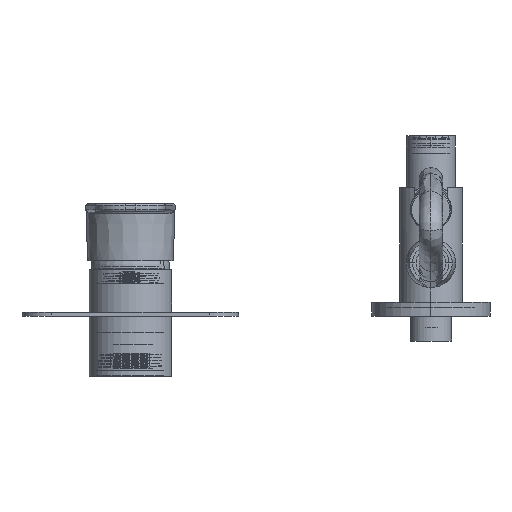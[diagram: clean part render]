
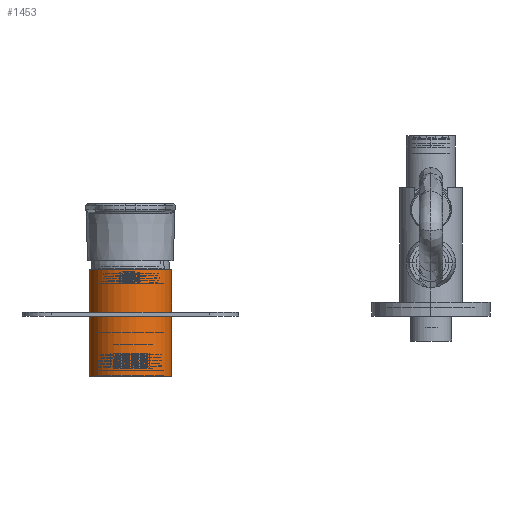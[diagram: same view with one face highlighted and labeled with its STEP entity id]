
A CAD part, front view. The second image highlights one B-rep face of the part: STEP entity #1453.
In plain terms, the highlighted cylindrical face has radius 21 mm (diameter 42 mm), a partial arc.
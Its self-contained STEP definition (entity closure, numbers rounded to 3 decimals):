
#944 = DIRECTION ( 'NONE',  ( 0., 0., -1. ) ) ;
#1178 = DIRECTION ( 'NONE',  ( -0.999, 0.046, 0. ) ) ;
#1398 = CIRCLE ( 'NONE', #30804, 21. ) ;
#1453 = ADVANCED_FACE ( 'NONE', ( #27285 ), #19820, .T. ) ;
#1620 = AXIS2_PLACEMENT_3D ( 'NONE', #20064, #30778, #31508 ) ;
#4664 = CARTESIAN_POINT ( 'NONE',  ( -20.978, -29.03, 73.5 ) ) ;
#5026 = CARTESIAN_POINT ( 'NONE',  ( 20.978, -30.97, 73.5 ) ) ;
#6523 = VERTEX_POINT ( 'NONE', #16358 ) ;
#6797 = DIRECTION ( 'NONE',  ( 0., 0., -1. ) ) ;
#8992 = VERTEX_POINT ( 'NONE', #24445 ) ;
#10847 = EDGE_CURVE ( 'NONE', #18934, #8992, #29457, .T. ) ;
#11516 = VECTOR ( 'NONE', #6797, 1000. ) ;
#11755 = DIRECTION ( 'NONE',  ( 0., 0., 1. ) ) ;
#15323 = EDGE_CURVE ( 'NONE', #31725, #18934, #23632, .T. ) ;
#16358 = CARTESIAN_POINT ( 'NONE',  ( -20.978, -29.03, 19.5 ) ) ;
#17405 = EDGE_CURVE ( 'NONE', #6523, #8992, #1398, .T. ) ;
#18010 = ORIENTED_EDGE ( 'NONE', *, *, #17405, .T. ) ;
#18934 = VERTEX_POINT ( 'NONE', #5026 ) ;
#19820 = CYLINDRICAL_SURFACE ( 'NONE', #1620, 21. ) ;
#20064 = CARTESIAN_POINT ( 'NONE',  ( 0., -30., 73.5 ) ) ;
#21907 = EDGE_CURVE ( 'NONE', #31725, #6523, #23819, .T. ) ;
#22324 = ORIENTED_EDGE ( 'NONE', *, *, #10847, .F. ) ;
#23632 = CIRCLE ( 'NONE', #35509, 21. ) ;
#23819 = LINE ( 'NONE', #4664, #30122 ) ;
#24445 = CARTESIAN_POINT ( 'NONE',  ( 20.978, -30.97, 19.5 ) ) ;
#25566 = ORIENTED_EDGE ( 'NONE', *, *, #15323, .F. ) ;
#27285 = FACE_OUTER_BOUND ( 'NONE', #31773, .T. ) ;
#29457 = LINE ( 'NONE', #40850, #11516 ) ;
#30122 = VECTOR ( 'NONE', #944, 1000. ) ;
#30778 = DIRECTION ( 'NONE',  ( 0., 0., -1. ) ) ;
#30804 = AXIS2_PLACEMENT_3D ( 'NONE', #46294, #11755, #33907 ) ;
#30818 = CARTESIAN_POINT ( 'NONE',  ( -20.978, -29.03, 73.5 ) ) ;
#31508 = DIRECTION ( 'NONE',  ( 0.999, -0.046, 0. ) ) ;
#31725 = VERTEX_POINT ( 'NONE', #30818 ) ;
#31773 = EDGE_LOOP ( 'NONE', ( #25566, #38855, #18010, #22324 ) ) ;
#33907 = DIRECTION ( 'NONE',  ( -0.999, 0.046, 0. ) ) ;
#35509 = AXIS2_PLACEMENT_3D ( 'NONE', #38218, #38460, #1178 ) ;
#38218 = CARTESIAN_POINT ( 'NONE',  ( 0., -30., 73.5 ) ) ;
#38460 = DIRECTION ( 'NONE',  ( 0., 0., 1. ) ) ;
#38855 = ORIENTED_EDGE ( 'NONE', *, *, #21907, .T. ) ;
#40850 = CARTESIAN_POINT ( 'NONE',  ( 20.978, -30.97, 73.5 ) ) ;
#46294 = CARTESIAN_POINT ( 'NONE',  ( 0., -30., 19.5 ) ) ;
